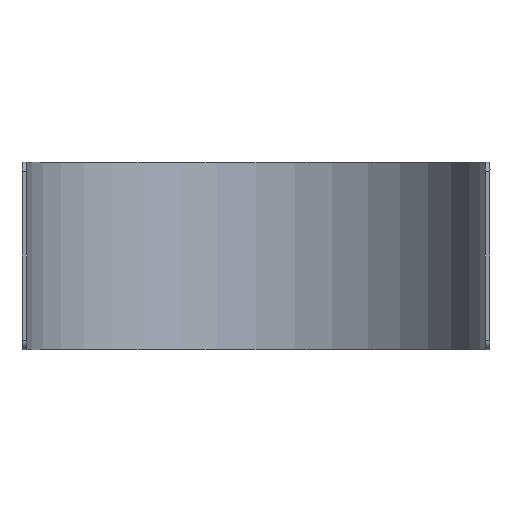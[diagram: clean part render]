
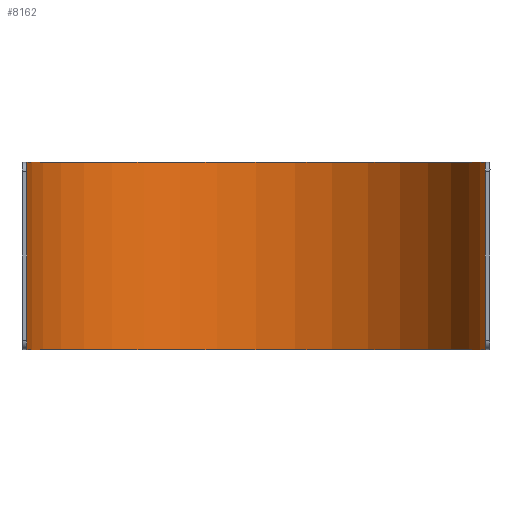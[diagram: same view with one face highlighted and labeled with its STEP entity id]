
A CAD part, front view. The second image highlights one B-rep face of the part: STEP entity #8162.
In plain terms, the highlighted cylindrical face has radius 24.5 mm (diameter 49 mm), a partial arc.
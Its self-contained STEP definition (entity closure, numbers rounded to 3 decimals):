
#8 = CARTESIAN_POINT ( 'NONE',  ( -24.495, 0.496, 9.874 ) ) ;
#252 = CARTESIAN_POINT ( 'NONE',  ( -24.5, 0., -9. ) ) ;
#260 = EDGE_CURVE ( 'NONE', #7211, #4669, #7573, .T. ) ;
#638 = DIRECTION ( 'NONE',  ( 0., 0., -1. ) ) ;
#720 = ORIENTED_EDGE ( 'NONE', *, *, #4675, .T. ) ;
#890 = B_SPLINE_CURVE_WITH_KNOTS ( 'NONE', 3,
 ( #7795, #8568, #925, #8521, #4495, #1645, #3862, #7198 ),
 .UNSPECIFIED., .F., .F.,
 ( 4, 2, 2, 4 ),
 ( 0., 0., 0.001, 0.002 ),
 .UNSPECIFIED. ) ;
#925 = CARTESIAN_POINT ( 'NONE',  ( 24.489, 0.738, -9.974 ) ) ;
#978 = CARTESIAN_POINT ( 'NONE',  ( -24.5, 0.126, -9.504 ) ) ;
#1046 = CARTESIAN_POINT ( 'NONE',  ( 24.5, 0., 10. ) ) ;
#1271 = CARTESIAN_POINT ( 'NONE',  ( 24.5, 0.126, 9.504 ) ) ;
#1551 = LINE ( 'NONE', #1046, #3077 ) ;
#1645 = CARTESIAN_POINT ( 'NONE',  ( 24.5, 0.109, -9.523 ) ) ;
#1975 = B_SPLINE_CURVE_WITH_KNOTS ( 'NONE', 3,
 ( #2062, #3233, #7466, #1271, #4809, #7556, #4127, #5309 ),
 .UNSPECIFIED., .F., .F.,
 ( 4, 2, 2, 4 ),
 ( 0., 0., 0.001, 0.002 ),
 .UNSPECIFIED. ) ;
#1994 = CARTESIAN_POINT ( 'NONE',  ( -24.48, 1., 10. ) ) ;
#2012 = DIRECTION ( 'NONE',  ( -1., 0., 0. ) ) ;
#2015 = CARTESIAN_POINT ( 'NONE',  ( -24.48, 1., -10. ) ) ;
#2062 = CARTESIAN_POINT ( 'NONE',  ( 24.5, 0., 9. ) ) ;
#2104 = CARTESIAN_POINT ( 'NONE',  ( -24.489, 0.738, 9.974 ) ) ;
#2416 = EDGE_CURVE ( 'NONE', #5194, #7506, #1551, .T. ) ;
#2637 = ORIENTED_EDGE ( 'NONE', *, *, #3972, .F. ) ;
#2650 = FACE_OUTER_BOUND ( 'NONE', #5066, .T. ) ;
#2691 = CARTESIAN_POINT ( 'NONE',  ( -24.5, 0., 9.264 ) ) ;
#2732 = DIRECTION ( 'NONE',  ( 0., 0., -1. ) ) ;
#2897 = VERTEX_POINT ( 'NONE', #2015 ) ;
#3077 = VECTOR ( 'NONE', #4532, 1000. ) ;
#3127 = CARTESIAN_POINT ( 'NONE',  ( -24.5, 0., 9. ) ) ;
#3174 = B_SPLINE_CURVE_WITH_KNOTS ( 'NONE', 3,
 ( #6840, #8928, #2104, #8, #7598, #3457, #2691, #3323 ),
 .UNSPECIFIED., .F., .F.,
 ( 4, 2, 2, 4 ),
 ( 0., 0., 0.001, 0.002 ),
 .UNSPECIFIED. ) ;
#3203 = ORIENTED_EDGE ( 'NONE', *, *, #6440, .T. ) ;
#3224 = VECTOR ( 'NONE', #6902, 1000. ) ;
#3233 = CARTESIAN_POINT ( 'NONE',  ( 24.5, 0., 9.132 ) ) ;
#3323 = CARTESIAN_POINT ( 'NONE',  ( -24.5, 0., 9. ) ) ;
#3367 = CARTESIAN_POINT ( 'NONE',  ( 0., 0., 10. ) ) ;
#3457 = CARTESIAN_POINT ( 'NONE',  ( -24.5, 0.109, 9.523 ) ) ;
#3775 = EDGE_CURVE ( 'NONE', #5382, #7211, #3174, .T. ) ;
#3862 = CARTESIAN_POINT ( 'NONE',  ( 24.5, 0., -9.264 ) ) ;
#3870 = AXIS2_PLACEMENT_3D ( 'NONE', #3367, #2732, #2012 ) ;
#3972 = EDGE_CURVE ( 'NONE', #5382, #8494, #7767, .T. ) ;
#4127 = CARTESIAN_POINT ( 'NONE',  ( 24.49, 0.736, 10. ) ) ;
#4277 = CARTESIAN_POINT ( 'NONE',  ( 24.48, 1., 10. ) ) ;
#4374 = ORIENTED_EDGE ( 'NONE', *, *, #6068, .T. ) ;
#4495 = CARTESIAN_POINT ( 'NONE',  ( 24.497, 0.386, -9.8 ) ) ;
#4532 = DIRECTION ( 'NONE',  ( 0., 0., -1. ) ) ;
#4612 = ORIENTED_EDGE ( 'NONE', *, *, #3775, .T. ) ;
#4669 = VERTEX_POINT ( 'NONE', #252 ) ;
#4675 = EDGE_CURVE ( 'NONE', #4669, #2897, #5216, .T. ) ;
#4766 = CYLINDRICAL_SURFACE ( 'NONE', #8123, 24.5 ) ;
#4809 = CARTESIAN_POINT ( 'NONE',  ( 24.499, 0.201, 9.615 ) ) ;
#5066 = EDGE_LOOP ( 'NONE', ( #8144, #4374, #2637, #4612, #8728, #720, #5207, #3203 ) ) ;
#5143 = CARTESIAN_POINT ( 'NONE',  ( 24.5, 0., -9. ) ) ;
#5194 = VERTEX_POINT ( 'NONE', #5537 ) ;
#5207 = ORIENTED_EDGE ( 'NONE', *, *, #7646, .T. ) ;
#5216 = B_SPLINE_CURVE_WITH_KNOTS ( 'NONE', 3,
 ( #6491, #7981, #5813, #978, #6539, #5233, #7255, #7804 ),
 .UNSPECIFIED., .F., .F.,
 ( 4, 2, 2, 4 ),
 ( 0., 0., 0.001, 0.002 ),
 .UNSPECIFIED. ) ;
#5233 = CARTESIAN_POINT ( 'NONE',  ( -24.496, 0.477, -9.891 ) ) ;
#5241 = CIRCLE ( 'NONE', #7826, 24.5 ) ;
#5278 = VERTEX_POINT ( 'NONE', #5625 ) ;
#5309 = CARTESIAN_POINT ( 'NONE',  ( 24.48, 1., 10. ) ) ;
#5382 = VERTEX_POINT ( 'NONE', #1994 ) ;
#5537 = CARTESIAN_POINT ( 'NONE',  ( 24.5, 0., 9. ) ) ;
#5625 = CARTESIAN_POINT ( 'NONE',  ( 24.48, 1., -10. ) ) ;
#5813 = CARTESIAN_POINT ( 'NONE',  ( -24.5, 0.026, -9.262 ) ) ;
#6068 = EDGE_CURVE ( 'NONE', #5194, #8494, #1975, .T. ) ;
#6128 = CARTESIAN_POINT ( 'NONE',  ( 0., 0., 10. ) ) ;
#6318 = CARTESIAN_POINT ( 'NONE',  ( -24.5, 0., 10. ) ) ;
#6440 = EDGE_CURVE ( 'NONE', #5278, #7506, #890, .T. ) ;
#6491 = CARTESIAN_POINT ( 'NONE',  ( -24.5, 0., -9. ) ) ;
#6539 = CARTESIAN_POINT ( 'NONE',  ( -24.499, 0.201, -9.615 ) ) ;
#6750 = DIRECTION ( 'NONE',  ( -1., 0., 0. ) ) ;
#6840 = CARTESIAN_POINT ( 'NONE',  ( -24.48, 1., 10. ) ) ;
#6859 = DIRECTION ( 'NONE',  ( 0., 0., -1. ) ) ;
#6902 = DIRECTION ( 'NONE',  ( 0., 0., -1. ) ) ;
#7198 = CARTESIAN_POINT ( 'NONE',  ( 24.5, 0., -9. ) ) ;
#7211 = VERTEX_POINT ( 'NONE', #3127 ) ;
#7255 = CARTESIAN_POINT ( 'NONE',  ( -24.49, 0.736, -10. ) ) ;
#7390 = CARTESIAN_POINT ( 'NONE',  ( 0., 0., -10. ) ) ;
#7466 = CARTESIAN_POINT ( 'NONE',  ( 24.5, 0.026, 9.262 ) ) ;
#7506 = VERTEX_POINT ( 'NONE', #5143 ) ;
#7556 = CARTESIAN_POINT ( 'NONE',  ( 24.496, 0.477, 9.891 ) ) ;
#7573 = LINE ( 'NONE', #6318, #3224 ) ;
#7598 = CARTESIAN_POINT ( 'NONE',  ( -24.497, 0.386, 9.8 ) ) ;
#7646 = EDGE_CURVE ( 'NONE', #2897, #5278, #5241, .T. ) ;
#7767 = CIRCLE ( 'NONE', #3870, 24.5 ) ;
#7795 = CARTESIAN_POINT ( 'NONE',  ( 24.48, 1., -10. ) ) ;
#7804 = CARTESIAN_POINT ( 'NONE',  ( -24.48, 1., -10. ) ) ;
#7826 = AXIS2_PLACEMENT_3D ( 'NONE', #7390, #6859, #8263 ) ;
#7981 = CARTESIAN_POINT ( 'NONE',  ( -24.5, 0., -9.132 ) ) ;
#8123 = AXIS2_PLACEMENT_3D ( 'NONE', #6128, #638, #6750 ) ;
#8144 = ORIENTED_EDGE ( 'NONE', *, *, #2416, .F. ) ;
#8162 = ADVANCED_FACE ( 'NONE', ( #2650 ), #4766, .F. ) ;
#8263 = DIRECTION ( 'NONE',  ( -1., 0., 0. ) ) ;
#8494 = VERTEX_POINT ( 'NONE', #4277 ) ;
#8521 = CARTESIAN_POINT ( 'NONE',  ( 24.495, 0.496, -9.874 ) ) ;
#8568 = CARTESIAN_POINT ( 'NONE',  ( 24.485, 0.868, -10. ) ) ;
#8728 = ORIENTED_EDGE ( 'NONE', *, *, #260, .T. ) ;
#8928 = CARTESIAN_POINT ( 'NONE',  ( -24.485, 0.868, 10. ) ) ;
